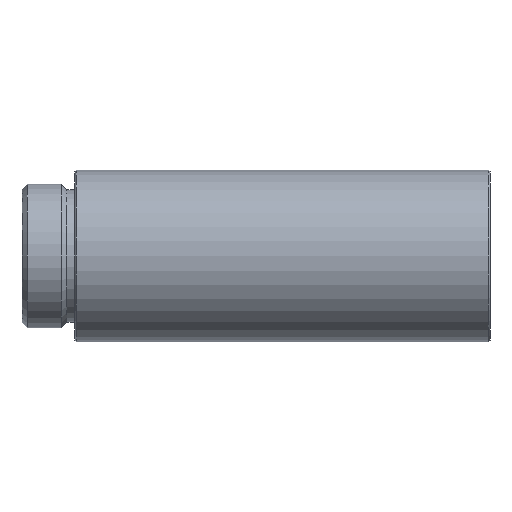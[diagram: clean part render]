
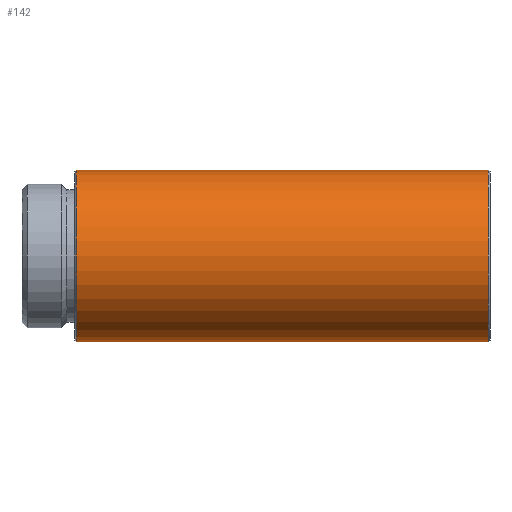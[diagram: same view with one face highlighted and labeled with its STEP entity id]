
A CAD part, front view. The second image highlights one B-rep face of the part: STEP entity #142.
In plain terms, the highlighted cylindrical face has radius 28.5 mm (diameter 57 mm), a full revolution.
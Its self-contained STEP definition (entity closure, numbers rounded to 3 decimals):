
#30=FACE_BOUND('',#59,.T.);
#42=FACE_OUTER_BOUND('',#58,.T.);
#58=EDGE_LOOP('',(#118));
#59=EDGE_LOOP('',(#119));
#78=CIRCLE('',#160,28.5);
#79=CIRCLE('',#162,28.5);
#90=VERTEX_POINT('',#239);
#91=VERTEX_POINT('',#242);
#102=EDGE_CURVE('',#90,#90,#78,.T.);
#103=EDGE_CURVE('',#91,#91,#79,.T.);
#118=ORIENTED_EDGE('',*,*,#102,.T.);
#119=ORIENTED_EDGE('',*,*,#103,.F.);
#135=CYLINDRICAL_SURFACE('',#161,28.5);
#142=ADVANCED_FACE('',(#42,#30),#135,.T.);
#160=AXIS2_PLACEMENT_3D('',#240,#194,#195);
#161=AXIS2_PLACEMENT_3D('',#241,#196,#197);
#162=AXIS2_PLACEMENT_3D('',#243,#198,#199);
#194=DIRECTION('center_axis',(-1.,0.,0.));
#195=DIRECTION('ref_axis',(0.,-1.,0.));
#196=DIRECTION('center_axis',(-1.,0.,0.));
#197=DIRECTION('ref_axis',(0.,-1.,0.));
#198=DIRECTION('center_axis',(-1.,0.,0.));
#199=DIRECTION('ref_axis',(0.,-1.,0.));
#239=CARTESIAN_POINT('',(155.,-28.5,0.));
#240=CARTESIAN_POINT('Origin',(155.,0.,0.));
#241=CARTESIAN_POINT('Origin',(161.85,0.,0.));
#242=CARTESIAN_POINT('',(18.,-28.5,0.));
#243=CARTESIAN_POINT('Origin',(18.,0.,0.));
